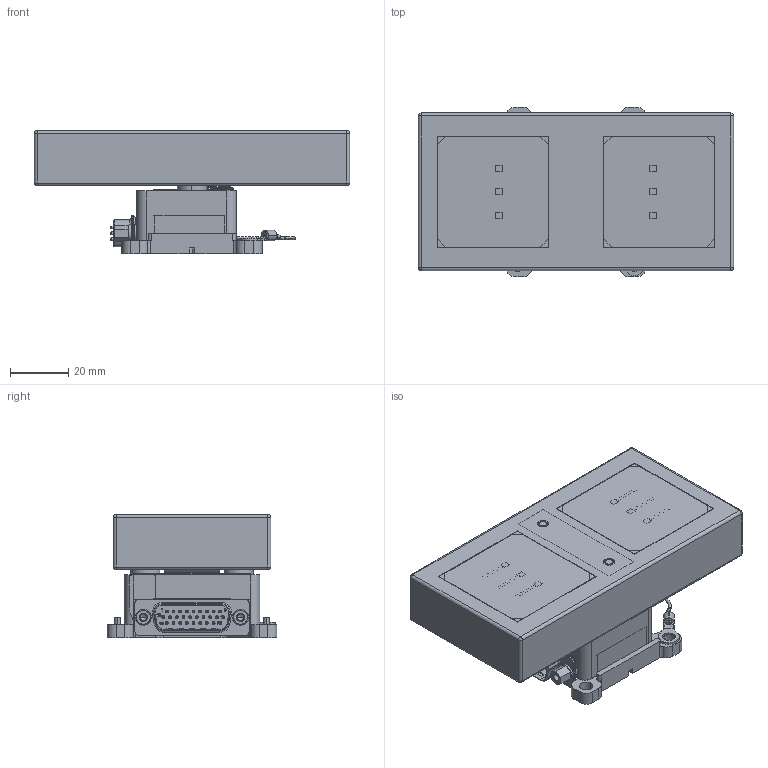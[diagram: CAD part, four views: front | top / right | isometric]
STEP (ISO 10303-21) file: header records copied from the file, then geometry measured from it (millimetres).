
FILE_DESCRIPTION (( 'STEP AP214' ), '1' );
FILE_NAME ('plot.STEP', '2023-01-04T09:15:51', ( '' ), ( '' ), 'SwSTEP 2.0', 'SolidWorks 2022', '' );
FILE_SCHEMA (( 'AUTOMOTIVE_DESIGN' ));
Length unit declared in the file: millimetre
Products named in the file (40): AUX001847-+-Grounding Wire; CESS-STI-122-+-Stand Bottom; M222 S Ni20Pt10-+-PT1000; STI-0001135-+-Clamp; CESS-STI-127-+-Grounding Wire Assembly; ISO 7089-3-200HV-A2-+-Washer; DIN 65100-M3x1d-+-Thread Insert; CESS-STI-125-+-Plug+Pull Relief Assembly; CESS-STI-128-+-Screw M3 with Venting Hole; CESS-STI-117-+-Foam Side; 340100202B DAMA-26-PNMB-+-D-Sub 26 Pin HD; CESS-STI-115-+-Harness Silver; CESS-STI-110-+-Sub-Assembly Head; C&K II8BWE Washer-+-Washer; CESS-STI-116-+-Foam Setup; CESS-STI-112-+-Glass Plate Black; ISO 4762-M3x6-A2-70-+-Screw; C&K 340102201B NMB-+-D-Sub Fastening Set_Rear Mounting; CESS-STI-113-+-Glass Plate SSM; DIN 65100-M3x1.5-+-Thread Insert; ISO 7089-2-200HV-A2-+-Washer; CESS-STI-123-+-Tecasint Spacer; CESS-STI-119-+-Foam Side with Cut-Out; CESS-STI-126-+-Pull Relief Sheet; CESS-STI-114-+-Harness Black; HC+ SL UNC 4-40x1.5D-+-Thread Insert; CESS-STI-120-+-Sub-Assembly Base; CESS-STI-102-+-FEP SSM Sleeve; ISO 4032-M2-A2-70-+-Nut_ISO 4032-M2-A2-70; C&K 792 II8BWE UNC 4-40 Bolt-+-UNC Bolt; C-133521-C-+-Cable Lug M4; ISO 4762-M2x4-A2-70-+-Screw; CESS-STI-111-+-Inner Frame; CESS-STI-124-+-Foam Sandwich Bottom; CESS-STI-101-+-Teflon SSM_*NOBOM* Standard; plot; 340100507B-+-Pin Crimp Contact 22_22 (AWG 22, 24, 26); CESS-STI-121-+-Stand Top; CESS-STI-118-+-MLI Foam Sandwich
Assembly tree (68 placements, depth 5):
  plot
    CESS-STI-110-+-Sub-Assembly Head
      CESS-STI-111-+-Inner Frame
      CESS-STI-116-+-Foam Setup  x2
        CESS-STI-118-+-MLI Foam Sandwich
        CESS-STI-117-+-Foam Side
        CESS-STI-119-+-Foam Side with Cut-Out
      CESS-STI-112-+-Glass Plate Black
      M222 S Ni20Pt10-+-PT1000  x6
      CESS-STI-113-+-Glass Plate SSM
      CESS-STI-114-+-Harness Black
      CESS-STI-115-+-Harness Silver
      STI-0001135-+-Clamp
      DIN 65100-M3x1d-+-Thread Insert  x2
      ISO 4762-M2x4-A2-70-+-Screw
      ISO 7089-2-200HV-A2-+-Washer
      ISO 4032-M2-A2-70-+-Nut_ISO 4032-M2-A2-70
      M222 S Ni20Pt10-+-PT1000
    CESS-STI-120-+-Sub-Assembly Base
      CESS-STI-121-+-Stand Top
      CESS-STI-123-+-Tecasint Spacer  x2
      CESS-STI-124-+-Foam Sandwich Bottom
      CESS-STI-125-+-Plug+Pull Relief Assembly
        340100202B DAMA-26-PNMB-+-D-Sub 26 Pin HD
        CESS-STI-126-+-Pull Relief Sheet
        CESS-STI-127-+-Grounding Wire Assembly
          AUX001847-+-Grounding Wire
          C-133521-C-+-Cable Lug M4
          340100507B-+-Pin Crimp Contact 22_22 (AWG 22, 24, 26)
        C&K 340102201B NMB-+-D-Sub Fastening Set_Rear Mounting  x2
          C&K II8BWE Washer-+-Washer
          C&K 792 II8BWE UNC 4-40 Bolt-+-UNC Bolt
        C&K II8BWE Washer-+-Washer  x2
      CESS-STI-122-+-Stand Bottom
      HC+ SL UNC 4-40x1.5D-+-Thread Insert  x2
      ISO 4762-M3x6-A2-70-+-Screw  x4
      ISO 7089-3-200HV-A2-+-Washer  x6
      CESS-STI-128-+-Screw M3 with Venting Hole  x2
      DIN 65100-M3x1.5-+-Thread Insert  x4
    CESS-STI-101-+-Teflon SSM_*NOBOM* Standard
    CESS-STI-102-+-FEP SSM Sleeve
Bounding box: 108 x 58 x 42.25 mm (x, y, z)
Volume: 140733.1 mm3; surface area: 133743 mm2
Topology: 121 solids, 121 shells, 2491 faces, 5643 edges, 3544 vertices
Faces by surface type: plane 1073, cylinder 954, cone 218, torus 128, bspline 110, sphere 8
Entity records: 78554 total; most frequent: CARTESIAN_POINT 15757, DIRECTION 10642, ORIENTED_EDGE 9488, EDGE_CURVE 4744, AXIS2_PLACEMENT_3D 4106, VERTEX_POINT 3021, EDGE_LOOP 2447, LINE 2430
